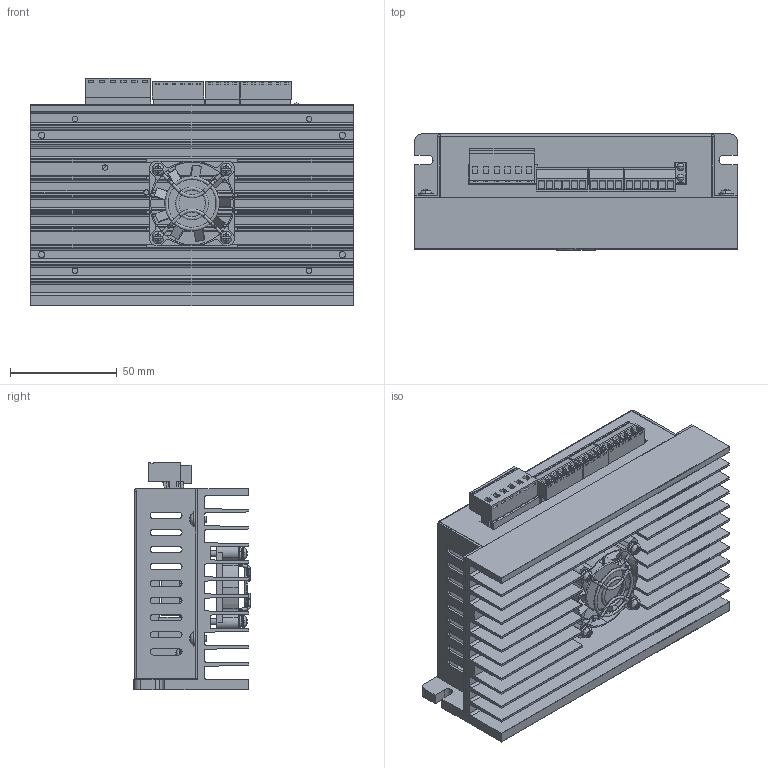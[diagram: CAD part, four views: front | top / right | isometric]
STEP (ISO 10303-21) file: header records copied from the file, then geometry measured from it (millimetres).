
FILE_DESCRIPTION (( 'STEP AP214' ), '1' );
FILE_NAME ('CL86Y.STP', '2019-12-11T04:39:19', ( '' ), ( '' ), 'SwSTEP 2.0', 'SolidWorks 2016', '' );
FILE_SCHEMA (( 'AUTOMOTIVE_DESIGN' ));
Length unit declared in the file: millimetre
Products named in the file (20): LHY3302-3-2PIN; GBT818_M3X20; PCB; EPS106A-6P; 2EDGK-5_08-6PIN; s 6-pin; down; 2EDGR-6PIN; CUZHU-M3X5-3; FAN-40X40-WANG; 15EDGRC-3_81-6PIN; RJ45_4PIN; FAN-40X40X10; GBT9074_4_M3X6; CL86Y; 15EDGRC-3_81-4PIN; PCBA; UP_ 1; GBT9074_1_M3X6; s 4-pin 
Assembly tree (33 placements, depth 3):
  CL86Y
    2EDGK-5_08-6PIN
    EPS106A-6P
    FAN-40X40-WANG
    FAN-40X40X10
    GBT818_M3X20  x4
    GBT9074_1_M3X6  x4
    GBT9074_4_M3X6  x4
    RJ45_4PIN
    CUZHU-M3X5-3  x4
    down
    PCBA
      15EDGRC-3_81-4PIN
      15EDGRC-3_81-6PIN  x2
      2EDGR-6PIN
      LHY3302-3-2PIN
      PCB
    s 4-pin 
    s 6-pin  x2
    UP_ 1
Bounding box: 151.2 x 54.55 x 106.76 mm (x, y, z)
Volume: 205444.7 mm3; surface area: 201740.2 mm2
Topology: 28 solids, 44 shells, 2848 faces, 7376 edges, 4836 vertices
Faces by surface type: plane 1978, cylinder 724, bspline 114, cone 32
Entity records: 70754 total; most frequent: CARTESIAN_POINT 13528, ORIENTED_EDGE 10782, DIRECTION 10693, EDGE_CURVE 5397, LINE 3775, VECTOR 3775, VERTEX_POINT 3564, AXIS2_PLACEMENT_3D 3459
